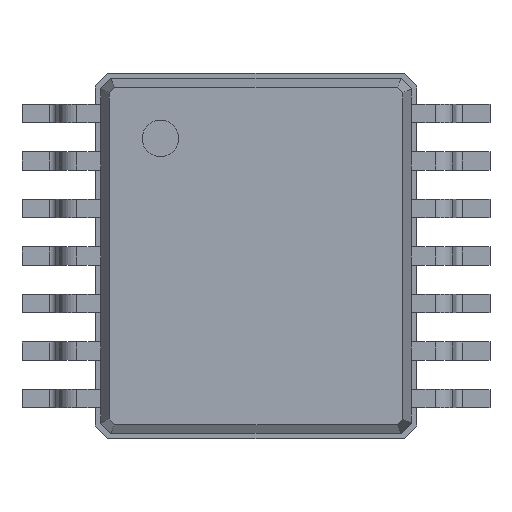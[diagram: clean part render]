
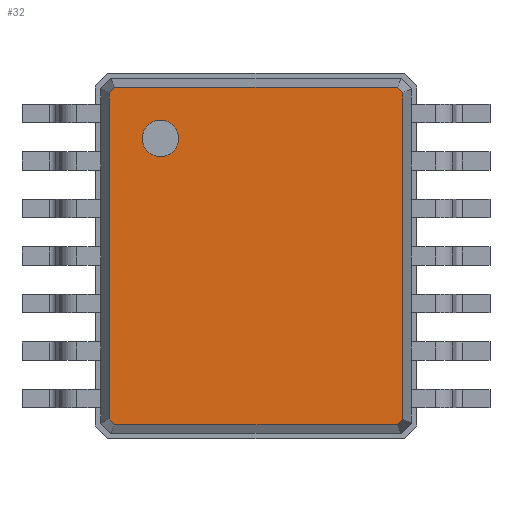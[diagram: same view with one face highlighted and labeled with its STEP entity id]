
A CAD part, top view. The second image highlights one B-rep face of the part: STEP entity #32.
In plain terms, the highlighted planar face has unit normal (0, 0, 1).
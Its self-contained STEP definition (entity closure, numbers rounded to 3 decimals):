
#13=DIRECTION('',(0.,0.,1.));
#21=EDGE_CURVE('',#22,#22,#24,.T.);
#22=VERTEX_POINT('',#23);
#23=CARTESIAN_POINT('',(-1.307,1.357,1.2));
#24=CIRCLE('',#25,0.25);
#25=AXIS2_PLACEMENT_3D('',#26,#27,#28);
#26=CARTESIAN_POINT('',(-1.307,1.607,1.2));
#27=DIRECTION('',(0.,-0.,-1.));
#28=DIRECTION('',(0.,-1.,0.));
#32=ADVANCED_FACE('',(#33,#90),#93,.T.);
#33=FACE_BOUND('',#34,.T.);
#34=EDGE_LOOP('',(#35,#44,#51,#58,#65,#72,#79,#85));
#35=ORIENTED_EDGE('',*,*,#36,.F.);
#36=EDGE_CURVE('',#37,#39,#41,.T.);
#37=VERTEX_POINT('',#38);
#38=CARTESIAN_POINT('',(-1.928,2.307,1.2));
#39=VERTEX_POINT('',#40);
#40=CARTESIAN_POINT('',(1.928,2.307,1.2));
#41=LINE('',#38,#42);
#42=VECTOR('',#43,1.);
#43=DIRECTION('',(1.,0.,0.));
#44=ORIENTED_EDGE('',*,*,#45,.F.);
#45=EDGE_CURVE('',#46,#37,#48,.T.);
#46=VERTEX_POINT('',#47);
#47=CARTESIAN_POINT('',(-2.007,2.228,1.2));
#48=LINE('',#47,#49);
#49=VECTOR('',#50,1.);
#50=DIRECTION('',(0.707,0.707,0.));
#51=ORIENTED_EDGE('',*,*,#52,.F.);
#52=EDGE_CURVE('',#53,#46,#55,.T.);
#53=VERTEX_POINT('',#54);
#54=CARTESIAN_POINT('',(-2.007,-2.228,1.2));
#55=LINE('',#54,#56);
#56=VECTOR('',#57,1.);
#57=DIRECTION('',(0.,1.,0.));
#58=ORIENTED_EDGE('',*,*,#59,.F.);
#59=EDGE_CURVE('',#60,#53,#62,.T.);
#60=VERTEX_POINT('',#61);
#61=CARTESIAN_POINT('',(-1.928,-2.307,1.2));
#62=LINE('',#61,#63);
#63=VECTOR('',#64,1.);
#64=DIRECTION('',(-0.707,0.707,0.));
#65=ORIENTED_EDGE('',*,*,#66,.F.);
#66=EDGE_CURVE('',#67,#60,#69,.T.);
#67=VERTEX_POINT('',#68);
#68=CARTESIAN_POINT('',(1.928,-2.307,1.2));
#69=LINE('',#68,#70);
#70=VECTOR('',#71,1.);
#71=DIRECTION('',(-1.,0.,0.));
#72=ORIENTED_EDGE('',*,*,#73,.F.);
#73=EDGE_CURVE('',#74,#67,#76,.T.);
#74=VERTEX_POINT('',#75);
#75=CARTESIAN_POINT('',(2.007,-2.228,1.2));
#76=LINE('',#75,#77);
#77=VECTOR('',#78,1.);
#78=DIRECTION('',(-0.707,-0.707,0.));
#79=ORIENTED_EDGE('',*,*,#80,.F.);
#80=EDGE_CURVE('',#81,#74,#83,.T.);
#81=VERTEX_POINT('',#82);
#82=CARTESIAN_POINT('',(2.007,2.228,1.2));
#83=LINE('',#82,#84);
#84=VECTOR('',#28,1.);
#85=ORIENTED_EDGE('',*,*,#86,.F.);
#86=EDGE_CURVE('',#39,#81,#87,.T.);
#87=LINE('',#40,#88);
#88=VECTOR('',#89,1.);
#89=DIRECTION('',(0.707,-0.707,0.));
#90=FACE_BOUND('',#91,.T.);
#91=EDGE_LOOP('',(#92));
#92=ORIENTED_EDGE('',*,*,#21,.T.);
#93=PLANE('',#94);
#94=AXIS2_PLACEMENT_3D('',#38,#13,#95);
#95=DIRECTION('',(0.641,-0.767,0.));
